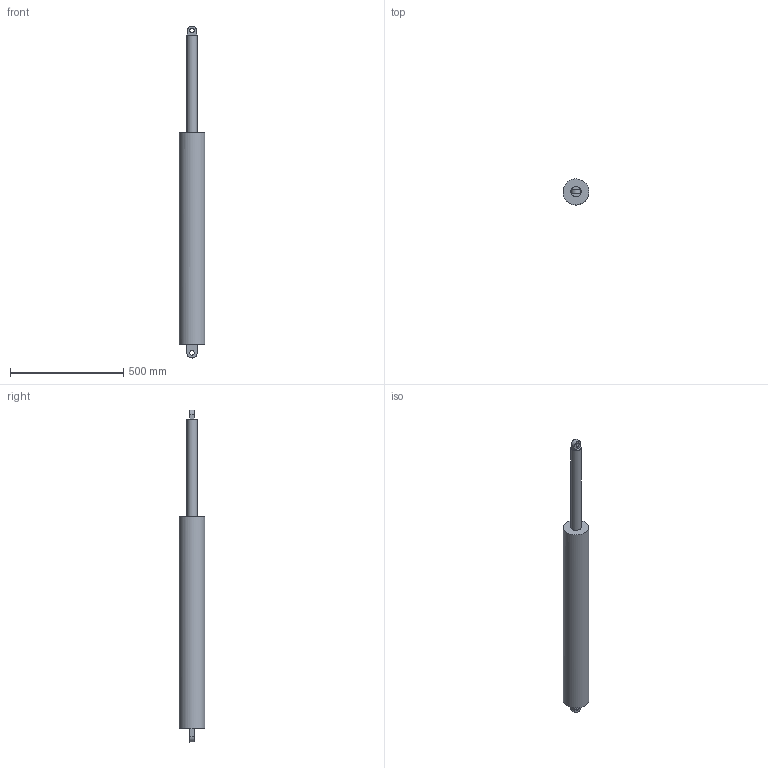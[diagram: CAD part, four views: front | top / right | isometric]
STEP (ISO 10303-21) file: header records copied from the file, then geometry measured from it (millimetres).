
FILE_DESCRIPTION(('STEP AP214'), '1');
FILE_NAME('2_4.5', '', ('UNSPECIFIED'), ('UNSPECIFIED'), 'ASCON STEP Converter 1.3', 'ASCON Math Kernel', '');
FILE_SCHEMA(('AUTOMOTIVE_DESIGN { 1 0 10303 214 3 1 1}'));
Length unit declared in the file: millimetre
Bounding box: 114 x 113.89 x 1467.92 mm (x, y, z)
Volume: 3435013.1 mm3; surface area: 766941.4 mm2
Topology: 2 solids, 2 shells, 24 faces, 47 edges, 32 vertices
Faces by surface type: plane 15, bspline 9
Entity records: 6117 total; most frequent: CARTESIAN_POINT 5474, ORIENTED_EDGE 80, DIRECTION 52, EDGE_LOOP 40, EDGE_CURVE 40, VERTEX_POINT 32, FACE_BOUND 28, COLOUR_RGB 26
